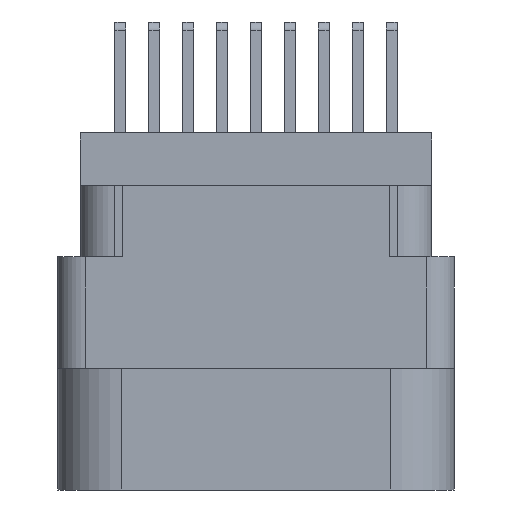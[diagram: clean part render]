
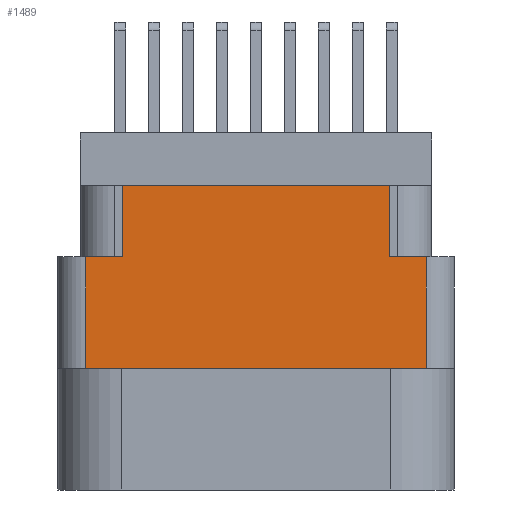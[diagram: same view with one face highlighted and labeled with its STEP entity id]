
A CAD part, left-side view. The second image highlights one B-rep face of the part: STEP entity #1489.
In plain terms, the highlighted planar face has unit normal (-1, 0, 0).
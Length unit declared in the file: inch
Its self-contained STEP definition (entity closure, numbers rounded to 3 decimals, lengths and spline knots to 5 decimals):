
#26 = CARTESIAN_POINT ( 'NONE',  ( -1.2955, 0.376, -0.789 ) ) ;
#1339 = VERTEX_POINT ( 'NONE', #4009 ) ;
#1489 = ADVANCED_FACE ( 'NONE', ( #11636 ), #44962, .T. ) ;
#2444 = CARTESIAN_POINT ( 'NONE',  ( -1.2955, -0.438, -0.789 ) ) ;
#2983 = EDGE_CURVE ( 'NONE', #13535, #26082, #13190, .T. ) ;
#3938 = EDGE_CURVE ( 'NONE', #22720, #46089, #29373, .T. ) ;
#4009 = CARTESIAN_POINT ( 'NONE',  ( -1.2955, 0.296, -0.274 ) ) ;
#5512 = DIRECTION ( 'NONE',  ( 0., -1., 0. ) ) ;
#6882 = VERTEX_POINT ( 'NONE', #27306 ) ;
#8989 = ORIENTED_EDGE ( 'NONE', *, *, #17343, .F. ) ;
#10608 = EDGE_CURVE ( 'NONE', #10914, #26082, #12696, .T. ) ;
#10914 = VERTEX_POINT ( 'NONE', #21075 ) ;
#11636 = FACE_OUTER_BOUND ( 'NONE', #40128, .T. ) ;
#12696 = LINE ( 'NONE', #26, #19286 ) ;
#13190 = LINE ( 'NONE', #27168, #42674 ) ;
#13535 = VERTEX_POINT ( 'NONE', #22086 ) ;
#13593 = CARTESIAN_POINT ( 'NONE',  ( -1.2955, -0.296, -0.274 ) ) ;
#13759 = ORIENTED_EDGE ( 'NONE', *, *, #3938, .F. ) ;
#14451 = ORIENTED_EDGE ( 'NONE', *, *, #2983, .F. ) ;
#14588 = EDGE_CURVE ( 'NONE', #13535, #46089, #45860, .T. ) ;
#15820 = DIRECTION ( 'NONE',  ( 0., 0., -1. ) ) ;
#17343 = EDGE_CURVE ( 'NONE', #27454, #6882, #34498, .T. ) ;
#17711 = CARTESIAN_POINT ( 'NONE',  ( -1.2955, 0.296, -0.117 ) ) ;
#17754 = CARTESIAN_POINT ( 'NONE',  ( -1.2955, 0.376, -0.52 ) ) ;
#17884 = DIRECTION ( 'NONE',  ( -1., 0., 0. ) ) ;
#17954 = VECTOR ( 'NONE', #30773, 39.37008 ) ;
#18460 = AXIS2_PLACEMENT_3D ( 'NONE', #2444, #17884, #40987 ) ;
#19286 = VECTOR ( 'NONE', #15820, 39.37008 ) ;
#19785 = CARTESIAN_POINT ( 'NONE',  ( -1.2955, 0.296, -0.274 ) ) ;
#21075 = CARTESIAN_POINT ( 'NONE',  ( -1.2955, 0.376, -0.274 ) ) ;
#22086 = CARTESIAN_POINT ( 'NONE',  ( -1.2955, -0.376, -0.52 ) ) ;
#22212 = DIRECTION ( 'NONE',  ( 0., 0., 1. ) ) ;
#22720 = VERTEX_POINT ( 'NONE', #13593 ) ;
#23407 = VECTOR ( 'NONE', #33663, 39.37008 ) ;
#23436 = DIRECTION ( 'NONE',  ( 0., 1., 0. ) ) ;
#23864 = CARTESIAN_POINT ( 'NONE',  ( -1.2955, 0., -0.274 ) ) ;
#24366 = DIRECTION ( 'NONE',  ( 0., -1., 0. ) ) ;
#26082 = VERTEX_POINT ( 'NONE', #17754 ) ;
#27168 = CARTESIAN_POINT ( 'NONE',  ( -1.2955, 0., -0.52 ) ) ;
#27306 = CARTESIAN_POINT ( 'NONE',  ( -1.2955, -0.296, -0.117 ) ) ;
#27454 = VERTEX_POINT ( 'NONE', #17711 ) ;
#28237 = LINE ( 'NONE', #19785, #17954 ) ;
#28304 = ORIENTED_EDGE ( 'NONE', *, *, #14588, .T. ) ;
#28347 = CARTESIAN_POINT ( 'NONE',  ( -1.2955, 0., -0.274 ) ) ;
#29373 = LINE ( 'NONE', #23864, #32351 ) ;
#30544 = CARTESIAN_POINT ( 'NONE',  ( -1.2955, -0.376, -0.274 ) ) ;
#30773 = DIRECTION ( 'NONE',  ( 0., 0., 1. ) ) ;
#32351 = VECTOR ( 'NONE', #35145, 39.37008 ) ;
#32684 = ORIENTED_EDGE ( 'NONE', *, *, #46803, .T. ) ;
#33663 = DIRECTION ( 'NONE',  ( 0., 0., 1. ) ) ;
#34498 = LINE ( 'NONE', #47009, #38105 ) ;
#35145 = DIRECTION ( 'NONE',  ( 0., -1., 0. ) ) ;
#35805 = ORIENTED_EDGE ( 'NONE', *, *, #38421, .F. ) ;
#37249 = ORIENTED_EDGE ( 'NONE', *, *, #41616, .F. ) ;
#38105 = VECTOR ( 'NONE', #24366, 39.37008 ) ;
#38421 = EDGE_CURVE ( 'NONE', #1339, #27454, #28237, .T. ) ;
#38512 = LINE ( 'NONE', #44205, #23407 ) ;
#40128 = EDGE_LOOP ( 'NONE', ( #37249, #40289, #14451, #28304, #13759, #32684, #8989, #35805 ) ) ;
#40289 = ORIENTED_EDGE ( 'NONE', *, *, #10608, .T. ) ;
#40987 = DIRECTION ( 'NONE',  ( 0., 0., 1. ) ) ;
#41532 = CARTESIAN_POINT ( 'NONE',  ( -1.2955, -0.376, -0.789 ) ) ;
#41616 = EDGE_CURVE ( 'NONE', #10914, #1339, #48007, .T. ) ;
#42674 = VECTOR ( 'NONE', #23436, 39.37008 ) ;
#43831 = VECTOR ( 'NONE', #5512, 39.37008 ) ;
#44205 = CARTESIAN_POINT ( 'NONE',  ( -1.2955, -0.296, -0.274 ) ) ;
#44962 = PLANE ( 'NONE',  #18460 ) ;
#45860 = LINE ( 'NONE', #41532, #48841 ) ;
#46089 = VERTEX_POINT ( 'NONE', #30544 ) ;
#46803 = EDGE_CURVE ( 'NONE', #22720, #6882, #38512, .T. ) ;
#47009 = CARTESIAN_POINT ( 'NONE',  ( -1.2955, 0.438, -0.117 ) ) ;
#48007 = LINE ( 'NONE', #28347, #43831 ) ;
#48841 = VECTOR ( 'NONE', #22212, 39.37008 ) ;
